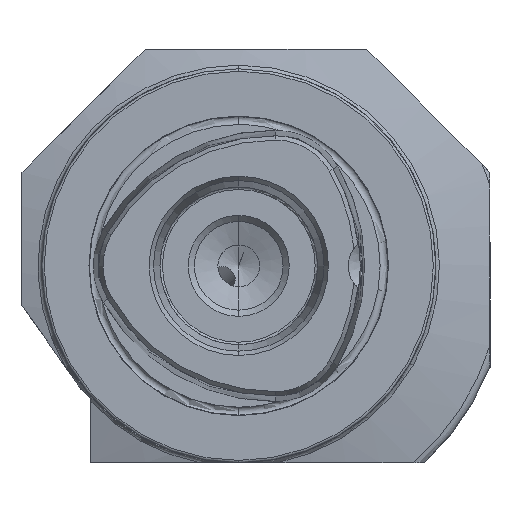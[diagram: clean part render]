
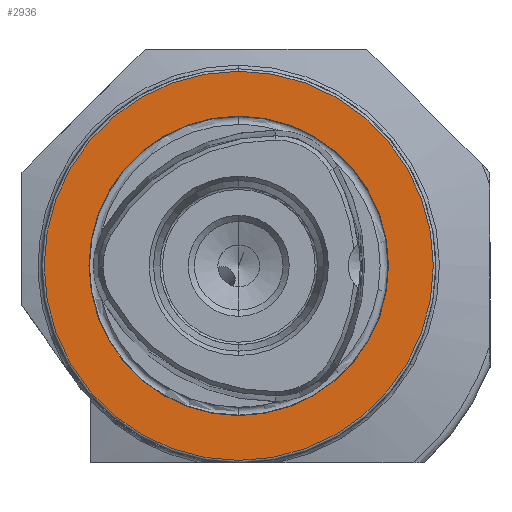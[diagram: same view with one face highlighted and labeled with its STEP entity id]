
A CAD part, left-side view. The second image highlights one B-rep face of the part: STEP entity #2936.
In plain terms, the highlighted planar face has unit normal (-1, 0, 0).
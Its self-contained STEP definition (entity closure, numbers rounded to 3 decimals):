
#71 = DIRECTION ( 'NONE',  ( 0., 0., 1. ) ) ;
#101 = DIRECTION ( 'NONE',  ( -1., 0., 0. ) ) ;
#434 = CARTESIAN_POINT ( 'NONE',  ( 0., 0., 0. ) ) ;
#497 = VERTEX_POINT ( 'NONE', #1857 ) ;
#533 = CIRCLE ( 'NONE', #1762, 39.5 ) ;
#1025 = CIRCLE ( 'NONE', #1048, 39.5 ) ;
#1048 = AXIS2_PLACEMENT_3D ( 'NONE', #2913, #2937, #2944 ) ;
#1098 = EDGE_CURVE ( 'NONE', #6769, #6119, #533, .T. ) ;
#1196 = EDGE_CURVE ( 'NONE', #2515, #497, #2776, .T. ) ;
#1363 = CIRCLE ( 'NONE', #4011, 30.4 ) ;
#1404 = AXIS2_PLACEMENT_3D ( 'NONE', #4522, #8229, #7844 ) ;
#1462 = PLANE ( 'NONE',  #5200 ) ;
#1706 = EDGE_LOOP ( 'NONE', ( #2818, #2888 ) ) ;
#1762 = AXIS2_PLACEMENT_3D ( 'NONE', #434, #101, #71 ) ;
#1857 = CARTESIAN_POINT ( 'NONE',  ( 0., 0., -30.4 ) ) ;
#1931 = ORIENTED_EDGE ( 'NONE', *, *, #3992, .F. ) ;
#2293 = EDGE_CURVE ( 'NONE', #6119, #6769, #1025, .T. ) ;
#2515 = VERTEX_POINT ( 'NONE', #6517 ) ;
#2776 = CIRCLE ( 'NONE', #1404, 30.4 ) ;
#2818 = ORIENTED_EDGE ( 'NONE', *, *, #1098, .T. ) ;
#2841 = CARTESIAN_POINT ( 'NONE',  ( 0., 0., 39.5 ) ) ;
#2888 = ORIENTED_EDGE ( 'NONE', *, *, #2293, .T. ) ;
#2913 = CARTESIAN_POINT ( 'NONE',  ( 0., 0., 0. ) ) ;
#2936 = ADVANCED_FACE ( 'NONE', ( #5645, #4336 ), #1462, .F. ) ;
#2937 = DIRECTION ( 'NONE',  ( -1., 0., 0. ) ) ;
#2944 = DIRECTION ( 'NONE',  ( 0., 0., 1. ) ) ;
#3992 = EDGE_CURVE ( 'NONE', #497, #2515, #1363, .T. ) ;
#4011 = AXIS2_PLACEMENT_3D ( 'NONE', #6489, #6464, #6439 ) ;
#4336 = FACE_OUTER_BOUND ( 'NONE', #1706, .T. ) ;
#4522 = CARTESIAN_POINT ( 'NONE',  ( 0., 0., 0. ) ) ;
#4749 = CARTESIAN_POINT ( 'NONE',  ( 0., 30.4, 0. ) ) ;
#5200 = AXIS2_PLACEMENT_3D ( 'NONE', #4749, #5349, #5999 ) ;
#5349 = DIRECTION ( 'NONE',  ( 1., 0., 0. ) ) ;
#5535 = CARTESIAN_POINT ( 'NONE',  ( 0., 0., -39.5 ) ) ;
#5645 = FACE_BOUND ( 'NONE', #7368, .T. ) ;
#5999 = DIRECTION ( 'NONE',  ( 0., 0., -1. ) ) ;
#6119 = VERTEX_POINT ( 'NONE', #5535 ) ;
#6439 = DIRECTION ( 'NONE',  ( 0., 0., 1. ) ) ;
#6464 = DIRECTION ( 'NONE',  ( -1., 0., 0. ) ) ;
#6489 = CARTESIAN_POINT ( 'NONE',  ( 0., 0., 0. ) ) ;
#6517 = CARTESIAN_POINT ( 'NONE',  ( 0., 0., 30.4 ) ) ;
#6769 = VERTEX_POINT ( 'NONE', #2841 ) ;
#7368 = EDGE_LOOP ( 'NONE', ( #7889, #1931 ) ) ;
#7844 = DIRECTION ( 'NONE',  ( 0., 0., 1. ) ) ;
#7889 = ORIENTED_EDGE ( 'NONE', *, *, #1196, .F. ) ;
#8229 = DIRECTION ( 'NONE',  ( -1., 0., 0. ) ) ;
